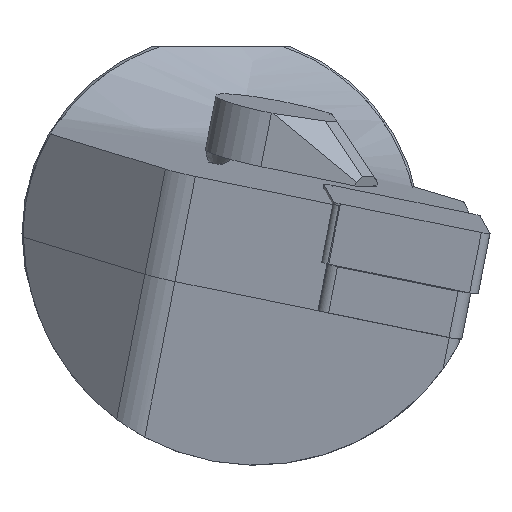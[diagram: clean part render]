
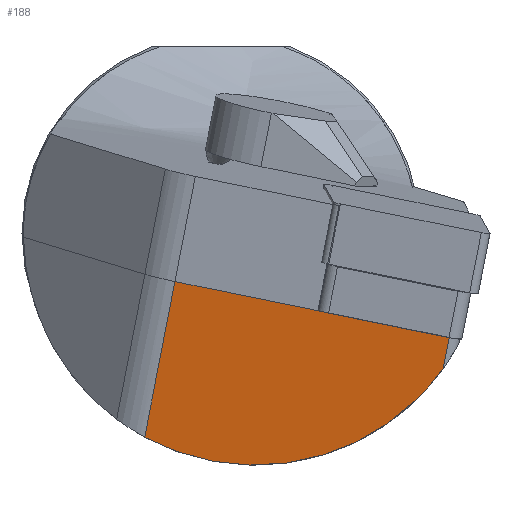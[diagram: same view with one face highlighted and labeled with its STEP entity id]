
A CAD part, left-side view. The second image highlights one B-rep face of the part: STEP entity #188.
In plain terms, the highlighted planar face has unit normal (-0.991, 0.104, -0.086).
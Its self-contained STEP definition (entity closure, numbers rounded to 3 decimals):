
#180=ELLIPSE('',#1146,23.465,23.25);
#188=ADVANCED_FACE('',(#280),#247,.F.);
#247=PLANE('',#1147);
#280=FACE_OUTER_BOUND('',#336,.T.);
#336=EDGE_LOOP('',(#563,#564,#565,#566,#567,#568));
#401=LINE('',#1552,#479);
#402=LINE('',#1555,#480);
#403=LINE('',#1559,#481);
#404=LINE('',#1561,#482);
#405=LINE('',#1563,#483);
#479=VECTOR('',#1263,1.);
#480=VECTOR('',#1264,1.);
#481=VECTOR('',#1267,1.);
#482=VECTOR('',#1268,1.);
#483=VECTOR('',#1269,1.);
#563=ORIENTED_EDGE('',*,*,#963,.F.);
#564=ORIENTED_EDGE('',*,*,#964,.T.);
#565=ORIENTED_EDGE('',*,*,#965,.T.);
#566=ORIENTED_EDGE('',*,*,#966,.F.);
#567=ORIENTED_EDGE('',*,*,#967,.T.);
#568=ORIENTED_EDGE('',*,*,#968,.T.);
#863=VERTEX_POINT('',#1553);
#864=VERTEX_POINT('',#1554);
#865=VERTEX_POINT('',#1556);
#866=VERTEX_POINT('',#1558);
#867=VERTEX_POINT('',#1560);
#868=VERTEX_POINT('',#1562);
#963=EDGE_CURVE('',#863,#864,#401,.T.);
#964=EDGE_CURVE('',#863,#865,#402,.T.);
#965=EDGE_CURVE('',#865,#866,#180,.T.);
#966=EDGE_CURVE('',#867,#866,#403,.T.);
#967=EDGE_CURVE('',#867,#868,#404,.T.);
#968=EDGE_CURVE('',#868,#864,#405,.T.);
#1146=AXIS2_PLACEMENT_3D('',#1557,#1265,#1266);
#1147=AXIS2_PLACEMENT_3D('',#1564,#1270,#1271);
#1263=DIRECTION('',(-0.085,-0.976,-0.199));
#1264=DIRECTION('',(0.105,0.19,-0.976));
#1265=DIRECTION('',(-0.991,0.104,-0.086));
#1266=DIRECTION('',(-0.135,-0.765,0.63));
#1267=DIRECTION('',(0.105,0.19,-0.976));
#1268=DIRECTION('',(0.085,0.976,0.199));
#1269=DIRECTION('',(0.085,0.976,0.199));
#1270=DIRECTION('',(0.991,-0.104,0.086));
#1271=DIRECTION('',(0.105,0.995,0.));
#1552=CARTESIAN_POINT('',(-199.481,16.147,-4.816));
#1553=CARTESIAN_POINT('',(-199.481,16.147,-4.816));
#1554=CARTESIAN_POINT('',(-200.743,1.713,-7.757));
#1555=CARTESIAN_POINT('',(-244.723,-65.987,417.73));
#1556=CARTESIAN_POINT('',(-197.808,19.184,-20.439));
#1557=CARTESIAN_POINT('',(-200.744,8.102,0.));
#1558=CARTESIAN_POINT('',(-201.557,-10.793,-13.548));
#1559=CARTESIAN_POINT('',(-247.133,-93.534,412.117));
#1560=CARTESIAN_POINT('',(-201.891,-11.399,-10.429));
#1561=CARTESIAN_POINT('',(-199.481,16.147,-4.816));
#1562=CARTESIAN_POINT('',(-200.776,1.343,-7.832));
#1563=CARTESIAN_POINT('',(-199.481,16.147,-4.816));
#1564=CARTESIAN_POINT('',(-244.723,-65.987,417.73));
